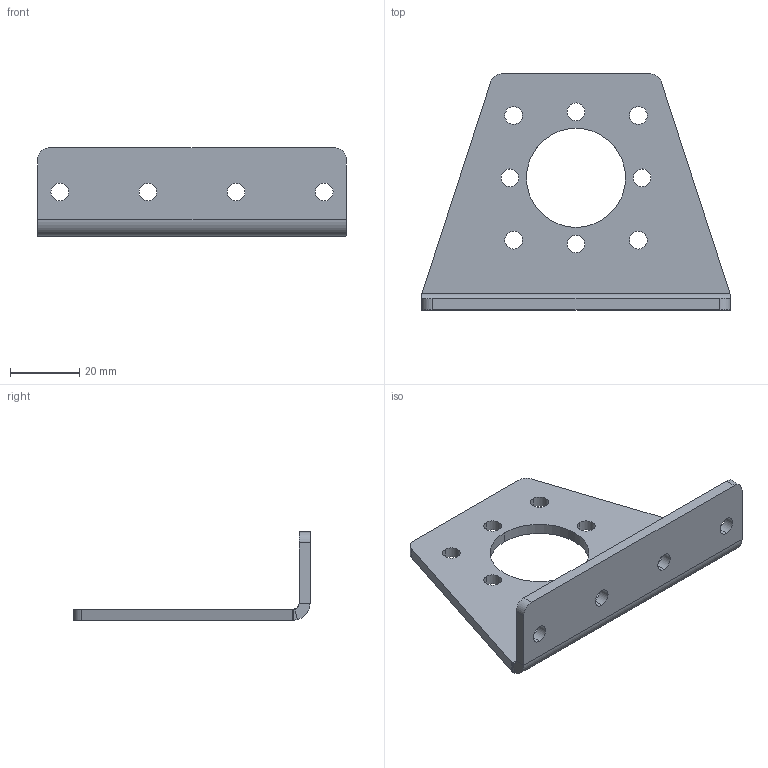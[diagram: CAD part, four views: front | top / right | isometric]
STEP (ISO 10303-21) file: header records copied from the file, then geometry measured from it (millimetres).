
FILE_DESCRIPTION (( 'STEP AP203' ), '1' );
FILE_NAME ('1IN Bent Bearing Side Mount Gusset.STEP', '2020-02-14T20:04:27', ( '' ), ( '' ), 'SwSTEP 2.0', 'SolidWorks 2019', '' );
FILE_SCHEMA (( 'CONFIG_CONTROL_DESIGN' ));
Length unit declared in the file: inch
Products named in the file (1): 1IN Bent Bearing Side Mount Gusset
Bounding box: 88.9 x 68.04 x 25.4 mm (x, y, z)
Volume: 18095.6 mm3; surface area: 13301 mm2
Topology: 1 solids, 1 shells, 48 faces, 130 edges, 84 vertices
Faces by surface type: cylinder 34, plane 12, bspline 2
Entity records: 1679 total; most frequent: CARTESIAN_POINT 295, DIRECTION 284, ORIENTED_EDGE 260, EDGE_CURVE 130, AXIS2_PLACEMENT_3D 115, VERTEX_POINT 84, EDGE_LOOP 74, CIRCLE 68
